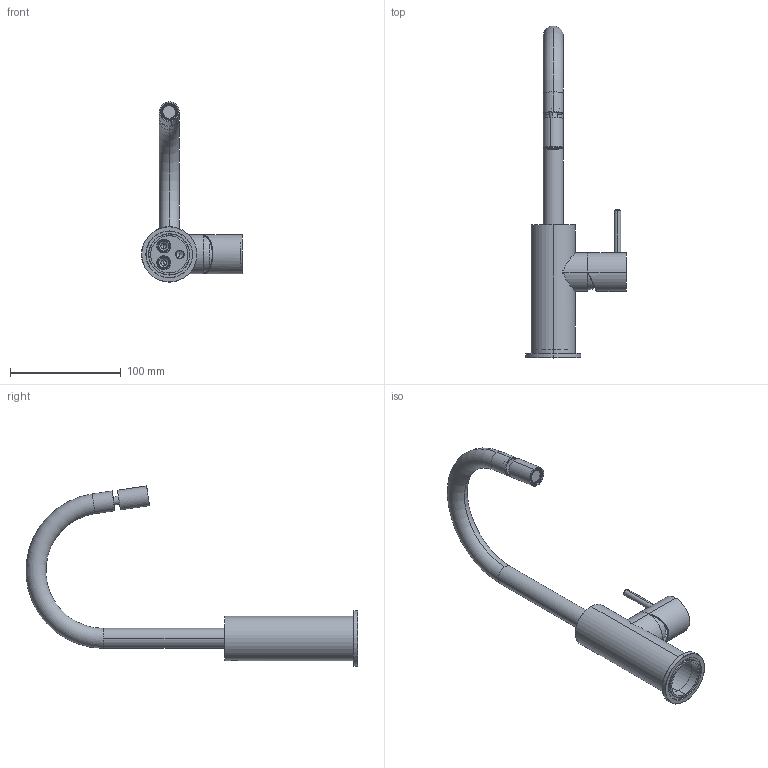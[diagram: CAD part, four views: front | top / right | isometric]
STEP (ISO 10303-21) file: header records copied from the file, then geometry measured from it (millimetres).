
FILE_DESCRIPTION (( 'STEP AP214' ), '1' );
FILE_NAME ('C35.0012.U 3D.STEP', '2023-01-19T13:35:03', ( '' ), ( '' ), 'SwSTEP 2.0', 'SolidWorks 2022', '' );
FILE_SCHEMA (( 'AUTOMOTIVE_DESIGN' ));
Length unit declared in the file: millimetre
Products named in the file (11): 0001-ESPELHO__50x5MM_000000000000.STEP; 011101102300.STEP; C35.0012.U 3D; 3D_Corpo Bica _40.STEP; C35.0012.U.STEP; 0001-CASQUILHO__35_000000000000.STEP; 0001-MANIPULO__35x35MM_QUADRA_000000000000.STEP; 0001-EMBELEZADOR_M30x1x8MM_000000000000.STEP; 0001-ROTULA_BID__M16x1_000000000000.STEP; 0001-BICA_U__18_000000000000.STEP; 0001-POMULO__6x40MM FURADO.STEP
Assembly tree (10 placements, depth 3):
  C35.0012.U 3D
    C35.0012.U.STEP
      3D_Corpo Bica _40.STEP
      0001-CASQUILHO__35_000000000000.STEP
      0001-EMBELEZADOR_M30x1x8MM_000000000000.STEP
      0001-MANIPULO__35x35MM_QUADRA_000000000000.STEP
      0001-POMULO__6x40MM FURADO.STEP
      0001-ESPELHO__50x5MM_000000000000.STEP
      0001-ROTULA_BID__M16x1_000000000000.STEP
      0001-BICA_U__18_000000000000.STEP
      011101102300.STEP
Bounding box: 91 x 299.21 x 162.49 mm (x, y, z)
Volume: 154860.2 mm3; surface area: 84873.4 mm2
Topology: 9 solids, 9 shells, 356 faces, 803 edges, 482 vertices
Faces by surface type: cylinder 133, cone 100, plane 92, torus 22, bspline 5, sphere 4
Entity records: 12245 total; most frequent: CARTESIAN_POINT 3686, DIRECTION 1879, ORIENTED_EDGE 1576, EDGE_CURVE 788, AXIS2_PLACEMENT_3D 777, VERTEX_POINT 482, CIRCLE 412, EDGE_LOOP 406
